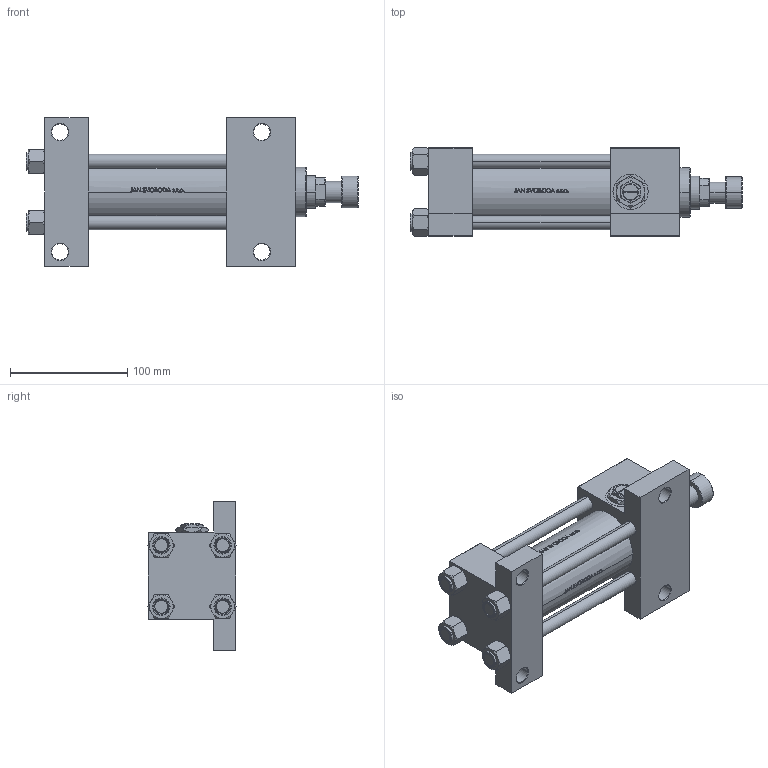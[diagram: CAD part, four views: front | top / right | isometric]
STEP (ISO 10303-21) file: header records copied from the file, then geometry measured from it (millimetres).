
FILE_DESCRIPTION (( 'STEP AP203' ), '1' );
FILE_NAME ('adeb.STEP', '2023-01-17T17:44:39', ( '' ), ( '' ), 'SwSTEP 2.0', 'SolidWorks 2019', '' );
FILE_SCHEMA (( 'CONFIG_CONTROL_DESIGN' ));
Length unit declared in the file: millimetre
Products named in the file (8): V215CR_G_Body 8f46d560c5da10299c659c5575030171; Zatka_pro_OIL_PORT 8f46d560c5da10299c659c5575030171; V215CR_ROD_END_F 8f46d560c5da10299c659c5575030171; adeb; V215CR_G_TYCINKA 8f46d560c5da10299c659c5575030171; V215CR_VCP_G 8f46d560c5da10299c659c5575030171; NUT_M5_G 8f46d560c5da10299c659c5575030171; V215_VC_A 8f46d560c5da10299c659c5575030171
Assembly tree (13 placements, depth 2):
  adeb
    V215CR_G_Body 8f46d560c5da10299c659c5575030171
    V215CR_VCP_G 8f46d560c5da10299c659c5575030171
    V215CR_G_TYCINKA 8f46d560c5da10299c659c5575030171  x4
    NUT_M5_G 8f46d560c5da10299c659c5575030171  x4
    V215_VC_A 8f46d560c5da10299c659c5575030171
    V215CR_ROD_END_F 8f46d560c5da10299c659c5575030171
    Zatka_pro_OIL_PORT 8f46d560c5da10299c659c5575030171
Bounding box: 283 x 75.54 x 127 mm (x, y, z)
Volume: 865609.4 mm3; surface area: 202776.4 mm2
Topology: 13 solids, 13 shells, 1149 faces, 2886 edges, 1849 vertices
Faces by surface type: plane 459, bspline 380, cone 166, cylinder 132, torus 12
Entity records: 49614 total; most frequent: CARTESIAN_POINT 26517, ORIENTED_EDGE 5264, DIRECTION 3306, EDGE_CURVE 2632, VERTEX_POINT 1705, LINE 1338, VECTOR 1338, EDGE_LOOP 1137
